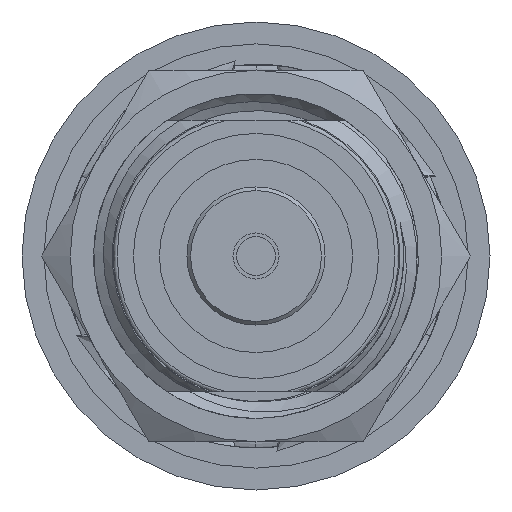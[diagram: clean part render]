
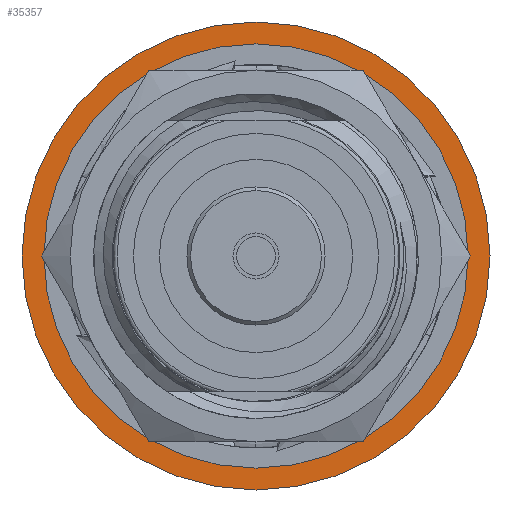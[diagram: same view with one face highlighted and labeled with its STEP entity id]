
A CAD part, left-side view. The second image highlights one B-rep face of the part: STEP entity #35357.
In plain terms, the highlighted planar face has unit normal (-1, 0, 0).
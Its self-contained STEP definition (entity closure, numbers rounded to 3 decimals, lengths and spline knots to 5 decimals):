
#897 = CIRCLE ( 'NONE', #53441, 0.31497 ) ;
#1445 = CIRCLE ( 'NONE', #67655, 0.31497 ) ;
#2008 = ORIENTED_EDGE ( 'NONE', *, *, #14290, .F. ) ;
#7703 = EDGE_LOOP ( 'NONE', ( #14033, #50566 ) ) ;
#7863 = AXIS2_PLACEMENT_3D ( 'NONE', #27735, #52686, #46378 ) ;
#8253 = DIRECTION ( 'NONE',  ( 0., 0., 1. ) ) ;
#8617 = CIRCLE ( 'NONE', #7863, 0.28204 ) ;
#9124 = DIRECTION ( 'NONE',  ( 1., 0., 0. ) ) ;
#10890 = CARTESIAN_POINT ( 'NONE',  ( 0.74854, 0., -0.31497 ) ) ;
#11720 = VERTEX_POINT ( 'NONE', #71137 ) ;
#11741 = EDGE_CURVE ( 'NONE', #27611, #11720, #14672, .T. ) ;
#14033 = ORIENTED_EDGE ( 'NONE', *, *, #11741, .T. ) ;
#14290 = EDGE_CURVE ( 'NONE', #78149, #69066, #897, .T. ) ;
#14672 = CIRCLE ( 'NONE', #26095, 0.28204 ) ;
#20586 = DIRECTION ( 'NONE',  ( -1., 0., 0. ) ) ;
#21604 = EDGE_CURVE ( 'NONE', #11720, #27611, #8617, .T. ) ;
#22108 = FACE_OUTER_BOUND ( 'NONE', #48762, .T. ) ;
#22259 = DIRECTION ( 'NONE',  ( 0., 0., -1. ) ) ;
#25579 = DIRECTION ( 'NONE',  ( 0., 0., -1. ) ) ;
#26071 = FACE_BOUND ( 'NONE', #7703, .T. ) ;
#26095 = AXIS2_PLACEMENT_3D ( 'NONE', #53513, #9124, #22259 ) ;
#27611 = VERTEX_POINT ( 'NONE', #39176 ) ;
#27615 = ORIENTED_EDGE ( 'NONE', *, *, #79035, .F. ) ;
#27735 = CARTESIAN_POINT ( 'NONE',  ( 0.74854, 0., 0. ) ) ;
#32150 = DIRECTION ( 'NONE',  ( 1., 0., 0. ) ) ;
#35357 = ADVANCED_FACE ( 'NONE', ( #26071, #22108 ), #71045, .T. ) ;
#36134 = CARTESIAN_POINT ( 'NONE',  ( 0.74854, 0., 0. ) ) ;
#39176 = CARTESIAN_POINT ( 'NONE',  ( 0.74854, 0., -0.28204 ) ) ;
#45530 = CARTESIAN_POINT ( 'NONE',  ( 0.74854, 0.28204, 0. ) ) ;
#46378 = DIRECTION ( 'NONE',  ( 0., 0., -1. ) ) ;
#48762 = EDGE_LOOP ( 'NONE', ( #2008, #27615 ) ) ;
#50566 = ORIENTED_EDGE ( 'NONE', *, *, #21604, .T. ) ;
#52686 = DIRECTION ( 'NONE',  ( 1., 0., 0. ) ) ;
#53441 = AXIS2_PLACEMENT_3D ( 'NONE', #36134, #61655, #54780 ) ;
#53513 = CARTESIAN_POINT ( 'NONE',  ( 0.74854, 0., 0. ) ) ;
#54780 = DIRECTION ( 'NONE',  ( 0., 0., -1. ) ) ;
#58419 = AXIS2_PLACEMENT_3D ( 'NONE', #45530, #20586, #8253 ) ;
#61655 = DIRECTION ( 'NONE',  ( 1., 0., 0. ) ) ;
#63672 = CARTESIAN_POINT ( 'NONE',  ( 0.74854, 0., 0.31497 ) ) ;
#67655 = AXIS2_PLACEMENT_3D ( 'NONE', #69729, #32150, #25579 ) ;
#69066 = VERTEX_POINT ( 'NONE', #63672 ) ;
#69729 = CARTESIAN_POINT ( 'NONE',  ( 0.74854, 0., 0. ) ) ;
#71045 = PLANE ( 'NONE',  #58419 ) ;
#71137 = CARTESIAN_POINT ( 'NONE',  ( 0.74854, 0., 0.28204 ) ) ;
#78149 = VERTEX_POINT ( 'NONE', #10890 ) ;
#79035 = EDGE_CURVE ( 'NONE', #69066, #78149, #1445, .T. ) ;
